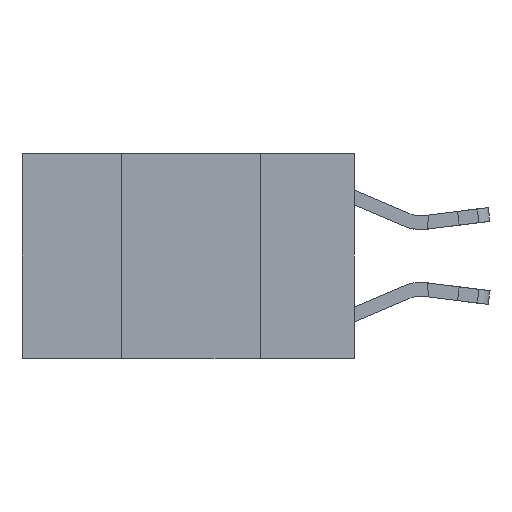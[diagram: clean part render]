
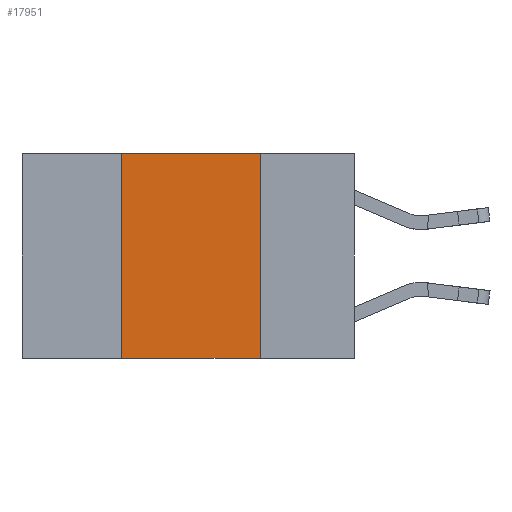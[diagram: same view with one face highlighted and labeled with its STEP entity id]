
A CAD part, left-side view. The second image highlights one B-rep face of the part: STEP entity #17951.
In plain terms, the highlighted planar face has unit normal (-1, 0, 0).
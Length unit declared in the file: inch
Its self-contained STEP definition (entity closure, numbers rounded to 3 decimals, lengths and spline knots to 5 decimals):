
#735 = EDGE_CURVE ( 'NONE', #17556, #19266, #2742, .T. ) ;
#1103 = DIRECTION ( 'NONE',  ( 0., 0., 1. ) ) ;
#1204 = CARTESIAN_POINT ( 'NONE',  ( 0., 0.6, 0. ) ) ;
#1326 = CARTESIAN_POINT ( 'NONE',  ( 0., 0.42, 0. ) ) ;
#1554 = CARTESIAN_POINT ( 'NONE',  ( 0., 0.17, -0.37 ) ) ;
#1795 = CARTESIAN_POINT ( 'NONE',  ( 0., 0.6, 0. ) ) ;
#2017 = VERTEX_POINT ( 'NONE', #21652 ) ;
#2316 = CARTESIAN_POINT ( 'NONE',  ( 0., 0.17, 0. ) ) ;
#2558 = CARTESIAN_POINT ( 'NONE',  ( 0., 0.17, 0. ) ) ;
#2587 = EDGE_LOOP ( 'NONE', ( #13632, #18494, #16165, #6825 ) ) ;
#2742 = LINE ( 'NONE', #2316, #23348 ) ;
#3480 = LINE ( 'NONE', #1204, #24083 ) ;
#3752 = DIRECTION ( 'NONE',  ( 1., 0., 0. ) ) ;
#5036 = VECTOR ( 'NONE', #12587, 39.37008 ) ;
#6139 = AXIS2_PLACEMENT_3D ( 'NONE', #1795, #3752, #17733 ) ;
#6825 = ORIENTED_EDGE ( 'NONE', *, *, #16361, .T. ) ;
#10592 = CARTESIAN_POINT ( 'NONE',  ( 0., 0.6, -0.37 ) ) ;
#12587 = DIRECTION ( 'NONE',  ( 0., -1., 0. ) ) ;
#12987 = CARTESIAN_POINT ( 'NONE',  ( 0., 0.42, 0. ) ) ;
#13632 = ORIENTED_EDGE ( 'NONE', *, *, #735, .F. ) ;
#13672 = PLANE ( 'NONE',  #6139 ) ;
#15588 = LINE ( 'NONE', #12987, #20891 ) ;
#16165 = ORIENTED_EDGE ( 'NONE', *, *, #24638, .F. ) ;
#16361 = EDGE_CURVE ( 'NONE', #2017, #19266, #25709, .T. ) ;
#16402 = DIRECTION ( 'NONE',  ( 0., 0., -1. ) ) ;
#17105 = EDGE_CURVE ( 'NONE', #24053, #17556, #3480, .T. ) ;
#17556 = VERTEX_POINT ( 'NONE', #2558 ) ;
#17733 = DIRECTION ( 'NONE',  ( 0., 0., -1. ) ) ;
#17951 = ADVANCED_FACE ( 'NONE', ( #23117 ), #13672, .F. ) ;
#18494 = ORIENTED_EDGE ( 'NONE', *, *, #17105, .F. ) ;
#19266 = VERTEX_POINT ( 'NONE', #1554 ) ;
#20891 = VECTOR ( 'NONE', #1103, 39.37008 ) ;
#21652 = CARTESIAN_POINT ( 'NONE',  ( 0., 0.42, -0.37 ) ) ;
#23117 = FACE_OUTER_BOUND ( 'NONE', #2587, .T. ) ;
#23171 = DIRECTION ( 'NONE',  ( 0., -1., 0. ) ) ;
#23348 = VECTOR ( 'NONE', #16402, 39.37008 ) ;
#24053 = VERTEX_POINT ( 'NONE', #1326 ) ;
#24083 = VECTOR ( 'NONE', #23171, 39.37008 ) ;
#24638 = EDGE_CURVE ( 'NONE', #2017, #24053, #15588, .T. ) ;
#25709 = LINE ( 'NONE', #10592, #5036 ) ;
